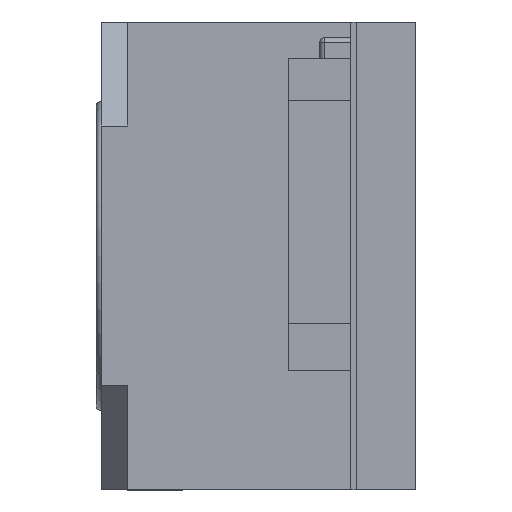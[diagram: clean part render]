
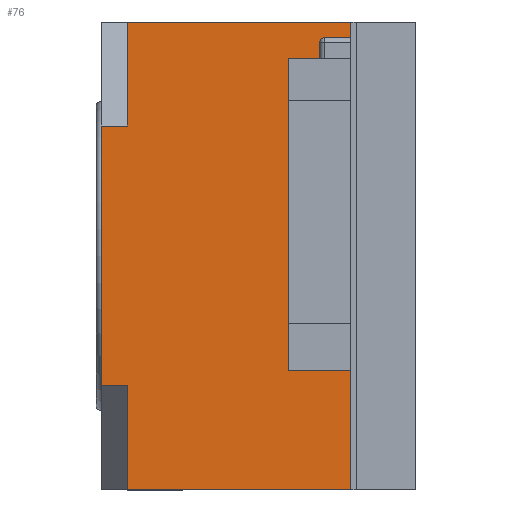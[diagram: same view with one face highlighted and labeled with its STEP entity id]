
A CAD part, left-side view. The second image highlights one B-rep face of the part: STEP entity #76.
In plain terms, the highlighted planar face has unit normal (-1, 0, 0).
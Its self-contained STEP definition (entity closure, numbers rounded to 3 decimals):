
#76 = ADVANCED_FACE ( 'NONE', ( #1293 ), #3178, .F. ) ;
#160 = EDGE_CURVE ( 'NONE', #381, #3010, #4164, .T. ) ;
#273 = VERTEX_POINT ( 'NONE', #2260 ) ;
#316 = EDGE_LOOP ( 'NONE', ( #889, #2603, #1651, #1866, #3431, #4749, #3552, #2789 ) ) ;
#323 = CARTESIAN_POINT ( 'NONE',  ( -3.5, 5.55, 4.5 ) ) ;
#335 = CARTESIAN_POINT ( 'NONE',  ( -3.5, 6.05, 2.5 ) ) ;
#347 = EDGE_CURVE ( 'NONE', #273, #1058, #2749, .T. ) ;
#381 = VERTEX_POINT ( 'NONE', #2040 ) ;
#440 = DIRECTION ( 'NONE',  ( 0., -1., 0. ) ) ;
#643 = VERTEX_POINT ( 'NONE', #4293 ) ;
#889 = ORIENTED_EDGE ( 'NONE', *, *, #2693, .F. ) ;
#966 = EDGE_CURVE ( 'NONE', #3867, #273, #3073, .T. ) ;
#1058 = VERTEX_POINT ( 'NONE', #335 ) ;
#1082 = EDGE_CURVE ( 'NONE', #3713, #1058, #3868, .T. ) ;
#1214 = DIRECTION ( 'NONE',  ( 0., 0., -1. ) ) ;
#1227 = VECTOR ( 'NONE', #4502, 1000. ) ;
#1245 = CARTESIAN_POINT ( 'NONE',  ( -3.5, 6.05, -4.5 ) ) ;
#1256 = CARTESIAN_POINT ( 'NONE',  ( -3.5, 1.25, 4.5 ) ) ;
#1293 = FACE_OUTER_BOUND ( 'NONE', #316, .T. ) ;
#1348 = CARTESIAN_POINT ( 'NONE',  ( -3.5, 1.25, -4.5 ) ) ;
#1492 = LINE ( 'NONE', #4247, #3677 ) ;
#1622 = LINE ( 'NONE', #3987, #3538 ) ;
#1651 = ORIENTED_EDGE ( 'NONE', *, *, #347, .F. ) ;
#1866 = ORIENTED_EDGE ( 'NONE', *, *, #966, .F. ) ;
#1938 = DIRECTION ( 'NONE',  ( 0., 1., 0. ) ) ;
#2040 = CARTESIAN_POINT ( 'NONE',  ( -3.5, 1.25, -4.5 ) ) ;
#2248 = CARTESIAN_POINT ( 'NONE',  ( -3.5, 5.55, 2.5 ) ) ;
#2260 = CARTESIAN_POINT ( 'NONE',  ( -3.5, 6.05, -2.5 ) ) ;
#2286 = DIRECTION ( 'NONE',  ( 0., 0., 1. ) ) ;
#2305 = CARTESIAN_POINT ( 'NONE',  ( -3.5, 5.55, -2.5 ) ) ;
#2485 = CARTESIAN_POINT ( 'NONE',  ( -3.5, 5.55, -2.5 ) ) ;
#2603 = ORIENTED_EDGE ( 'NONE', *, *, #1082, .T. ) ;
#2693 = EDGE_CURVE ( 'NONE', #3713, #2782, #4880, .T. ) ;
#2749 = LINE ( 'NONE', #3513, #4717 ) ;
#2782 = VERTEX_POINT ( 'NONE', #323 ) ;
#2789 = ORIENTED_EDGE ( 'NONE', *, *, #3845, .F. ) ;
#3010 = VERTEX_POINT ( 'NONE', #1256 ) ;
#3067 = EDGE_CURVE ( 'NONE', #643, #381, #1622, .T. ) ;
#3073 = LINE ( 'NONE', #3452, #4135 ) ;
#3178 = PLANE ( 'NONE',  #3617 ) ;
#3189 = VECTOR ( 'NONE', #5018, 1000. ) ;
#3302 = VECTOR ( 'NONE', #5072, 1000. ) ;
#3431 = ORIENTED_EDGE ( 'NONE', *, *, #4143, .F. ) ;
#3452 = CARTESIAN_POINT ( 'NONE',  ( -3.5, 5.55, -2.5 ) ) ;
#3513 = CARTESIAN_POINT ( 'NONE',  ( -3.5, 6.05, -4.5 ) ) ;
#3538 = VECTOR ( 'NONE', #4408, 1000. ) ;
#3552 = ORIENTED_EDGE ( 'NONE', *, *, #160, .T. ) ;
#3617 = AXIS2_PLACEMENT_3D ( 'NONE', #1245, #4767, #1214 ) ;
#3677 = VECTOR ( 'NONE', #440, 1000. ) ;
#3713 = VERTEX_POINT ( 'NONE', #4537 ) ;
#3797 = LINE ( 'NONE', #2305, #3189 ) ;
#3845 = EDGE_CURVE ( 'NONE', #2782, #3010, #1492, .T. ) ;
#3867 = VERTEX_POINT ( 'NONE', #2485 ) ;
#3868 = LINE ( 'NONE', #2248, #3302 ) ;
#3987 = CARTESIAN_POINT ( 'NONE',  ( -3.5, 6.05, -4.5 ) ) ;
#4135 = VECTOR ( 'NONE', #1938, 1000. ) ;
#4143 = EDGE_CURVE ( 'NONE', #643, #3867, #3797, .T. ) ;
#4164 = LINE ( 'NONE', #1348, #1227 ) ;
#4247 = CARTESIAN_POINT ( 'NONE',  ( -3.5, 6.05, 4.5 ) ) ;
#4293 = CARTESIAN_POINT ( 'NONE',  ( -3.5, 5.55, -4.5 ) ) ;
#4408 = DIRECTION ( 'NONE',  ( 0., -1., 0. ) ) ;
#4502 = DIRECTION ( 'NONE',  ( 0., 0., 1. ) ) ;
#4531 = VECTOR ( 'NONE', #4906, 1000. ) ;
#4536 = CARTESIAN_POINT ( 'NONE',  ( -3.5, 5.55, 2.5 ) ) ;
#4537 = CARTESIAN_POINT ( 'NONE',  ( -3.5, 5.55, 2.5 ) ) ;
#4717 = VECTOR ( 'NONE', #2286, 1000. ) ;
#4749 = ORIENTED_EDGE ( 'NONE', *, *, #3067, .T. ) ;
#4767 = DIRECTION ( 'NONE',  ( 1., 0., 0. ) ) ;
#4880 = LINE ( 'NONE', #4536, #4531 ) ;
#4906 = DIRECTION ( 'NONE',  ( 0., 0., 1. ) ) ;
#5018 = DIRECTION ( 'NONE',  ( 0., 0., 1. ) ) ;
#5072 = DIRECTION ( 'NONE',  ( 0., 1., 0. ) ) ;
